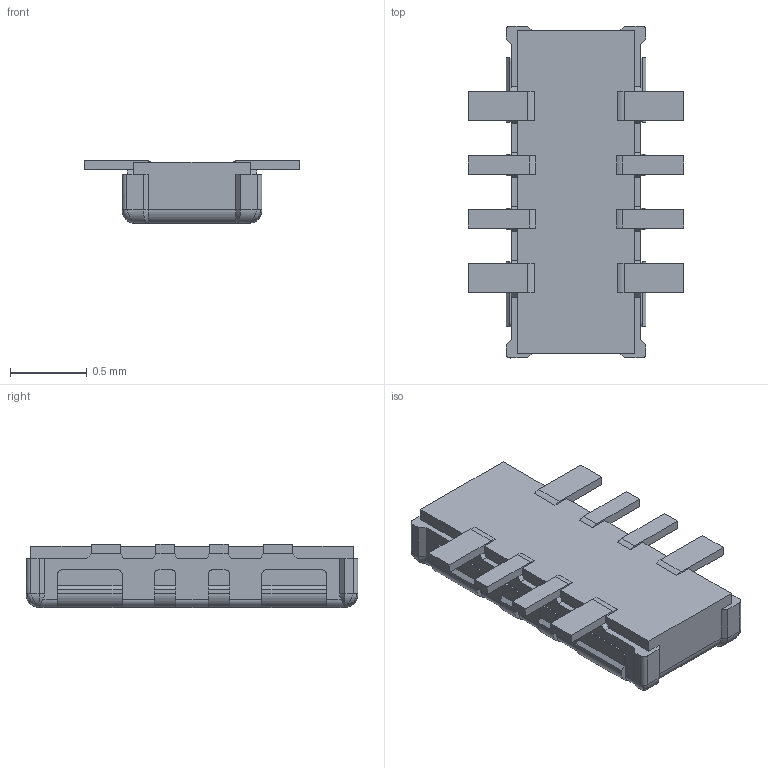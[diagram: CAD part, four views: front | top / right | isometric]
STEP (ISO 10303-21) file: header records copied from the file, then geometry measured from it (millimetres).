
FILE_DESCRIPTION(/* description */ ('STEP AP242','CAx-IF Rec.Pracs.---Representation and Presentation of Product Manufacturing Information (PMI)---4.0---2014-10-13','CAx-IF Rec.Pracs.---3D Tessellated Geometry---0.4---2014-09-14','2;1'),/* implementation_level */ '2;1');
FILE_NAME(/* name */ '618ab3b6d55681579f9db7c0',/* time_stamp */ '2021-11-09T17:45:26+00:00',/* author */ (''),/* organization */ (''),/* preprocessor_version */ 'ST-DEVELOPER v18.1',/* originating_system */ ' ',/* authorisation */ ' ');
FILE_SCHEMA (('AP242_MANAGED_MODEL_BASED_3D_ENGINEERING_MIM_LF { 1 0 10303 442 1 1 4 }'));
Length unit declared in the file: metre
Products named in the file (1): BM29B-4DP
Bounding box: 1.4 x 2.16 x 0.41 mm (x, y, z)
Volume: 0.5 mm3; surface area: 8.1 mm2
Topology: 1 solids, 1 shells, 238 faces, 663 edges, 428 vertices
Faces by surface type: plane 153, cylinder 62, bspline 15, cone 8
Entity records: 9477 total; most frequent: CARTESIAN_POINT 2586, ORIENTED_EDGE 1326, DIRECTION 1152, EDGE_CURVE 663, LINE 480, VECTOR 480, VERTEX_POINT 428, AXIS2_PLACEMENT_3D 336
